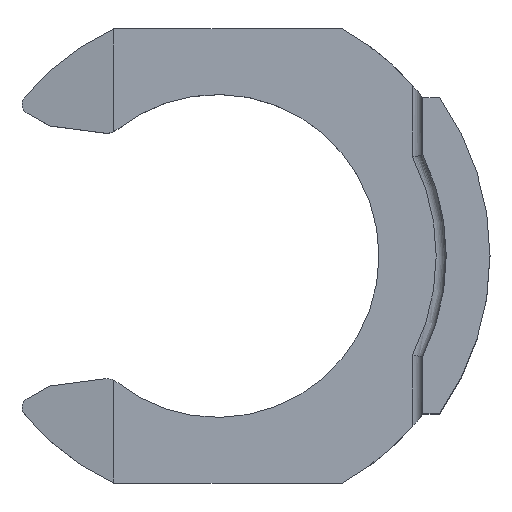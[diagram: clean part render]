
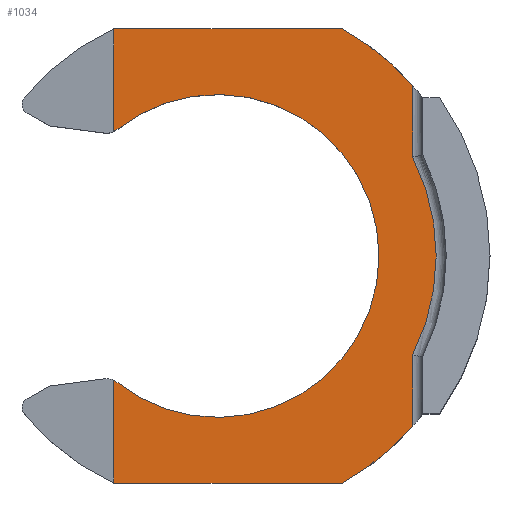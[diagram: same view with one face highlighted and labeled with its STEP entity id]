
A CAD part, top view. The second image highlights one B-rep face of the part: STEP entity #1034.
In plain terms, the highlighted planar face has unit normal (0, 0, 1).
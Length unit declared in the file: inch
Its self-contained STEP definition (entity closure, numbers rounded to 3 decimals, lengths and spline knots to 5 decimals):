
#16 = LINE ( 'NONE', #315, #628 ) ;
#24 = CARTESIAN_POINT ( 'NONE',  ( 0.22835, 0.11552, 0.05315 ) ) ;
#25 = AXIS2_PLACEMENT_3D ( 'NONE', #543, #39, #624 ) ;
#30 = CARTESIAN_POINT ( 'NONE',  ( -0.12133, -0.1969, 0.05315 ) ) ;
#39 = DIRECTION ( 'NONE',  ( 0., 0., 1. ) ) ;
#42 = CIRCLE ( 'NONE', #163, 0.18898 ) ;
#45 = EDGE_CURVE ( 'NONE', #521, #181, #968, .T. ) ;
#58 = ORIENTED_EDGE ( 'NONE', *, *, #704, .F. ) ;
#91 = AXIS2_PLACEMENT_3D ( 'NONE', #290, #862, #374 ) ;
#106 = EDGE_CURVE ( 'NONE', #196, #763, #918, .T. ) ;
#116 = EDGE_CURVE ( 'NONE', #508, #685, #708, .T. ) ;
#121 = CARTESIAN_POINT ( 'NONE',  ( 0.22835, 0.19943, 0.05315 ) ) ;
#127 = CIRCLE ( 'NONE', #530, 0.18898 ) ;
#156 = EDGE_CURVE ( 'NONE', #568, #521, #270, .T. ) ;
#161 = DIRECTION ( 'NONE',  ( 1., 0., 0. ) ) ;
#163 = AXIS2_PLACEMENT_3D ( 'NONE', #914, #426, #991 ) ;
#167 = ORIENTED_EDGE ( 'NONE', *, *, #442, .T. ) ;
#178 = VECTOR ( 'NONE', #886, 39.37008 ) ;
#179 = CIRCLE ( 'NONE', #450, 0.01969 ) ;
#181 = VERTEX_POINT ( 'NONE', #121 ) ;
#185 = DIRECTION ( 'NONE',  ( 0., 1., 0. ) ) ;
#190 = EDGE_CURVE ( 'NONE', #196, #422, #716, .T. ) ;
#194 = CARTESIAN_POINT ( 'NONE',  ( 0., 0., 0.05315 ) ) ;
#196 = VERTEX_POINT ( 'NONE', #781 ) ;
#198 = ORIENTED_EDGE ( 'NONE', *, *, #232, .T. ) ;
#214 = CIRCLE ( 'NONE', #842, 0.30318 ) ;
#232 = EDGE_CURVE ( 'NONE', #365, #1007, #127, .T. ) ;
#234 = CARTESIAN_POINT ( 'NONE',  ( -0.12133, -0.1969, 0.05315 ) ) ;
#246 = VERTEX_POINT ( 'NONE', #553 ) ;
#250 = VERTEX_POINT ( 'NONE', #468 ) ;
#254 = DIRECTION ( 'NONE',  ( 0., 0., 1. ) ) ;
#259 = CARTESIAN_POINT ( 'NONE',  ( -0.11765, -0.14789, 0.05315 ) ) ;
#270 = CIRCLE ( 'NONE', #25, 0.25591 ) ;
#281 = DIRECTION ( 'NONE',  ( 1., 0., 0. ) ) ;
#286 = CARTESIAN_POINT ( 'NONE',  ( 0.14592, -0.26575, 0.05315 ) ) ;
#289 = ORIENTED_EDGE ( 'NONE', *, *, #1035, .F. ) ;
#290 = CARTESIAN_POINT ( 'NONE',  ( -0.12991, -0.16329, 0.05315 ) ) ;
#291 = EDGE_LOOP ( 'NONE', ( #406, #649, #710, #289, #971, #522, #167, #198, #840, #58, #849, #744, #606 ) ) ;
#298 = CARTESIAN_POINT ( 'NONE',  ( 0., 0., 0.05315 ) ) ;
#315 = CARTESIAN_POINT ( 'NONE',  ( 0.22835, -0.1969, 0.05315 ) ) ;
#326 = EDGE_CURVE ( 'NONE', #250, #246, #563, .T. ) ;
#365 = VERTEX_POINT ( 'NONE', #409 ) ;
#374 = DIRECTION ( 'NONE',  ( 1., 0., 0. ) ) ;
#378 = CARTESIAN_POINT ( 'NONE',  ( -0.12133, 0.14557, 0.05315 ) ) ;
#384 = DIRECTION ( 'NONE',  ( 1., 0., 0. ) ) ;
#406 = ORIENTED_EDGE ( 'NONE', *, *, #900, .T. ) ;
#409 = CARTESIAN_POINT ( 'NONE',  ( -0.11765, 0.14789, 0.05315 ) ) ;
#418 = CARTESIAN_POINT ( 'NONE',  ( 0., 0., 0.05315 ) ) ;
#420 = EDGE_CURVE ( 'NONE', #1007, #482, #42, .T. ) ;
#422 = VERTEX_POINT ( 'NONE', #677 ) ;
#426 = DIRECTION ( 'NONE',  ( 0., 0., -1. ) ) ;
#442 = EDGE_CURVE ( 'NONE', #763, #365, #179, .T. ) ;
#444 = FACE_OUTER_BOUND ( 'NONE', #291, .T. ) ;
#450 = AXIS2_PLACEMENT_3D ( 'NONE', #752, #254, #829 ) ;
#468 = CARTESIAN_POINT ( 'NONE',  ( -0.12133, -0.14557, 0.05315 ) ) ;
#469 = VECTOR ( 'NONE', #711, 39.37008 ) ;
#482 = VERTEX_POINT ( 'NONE', #259 ) ;
#491 = CARTESIAN_POINT ( 'NONE',  ( 0.14592, -0.26575, 0.05315 ) ) ;
#502 = CARTESIAN_POINT ( 'NONE',  ( 0.18898, 0., 0.05315 ) ) ;
#507 = PLANE ( 'NONE',  #902 ) ;
#508 = VERTEX_POINT ( 'NONE', #602 ) ;
#510 = DIRECTION ( 'NONE',  ( 1., 0., 0. ) ) ;
#521 = VERTEX_POINT ( 'NONE', #24 ) ;
#522 = ORIENTED_EDGE ( 'NONE', *, *, #106, .T. ) ;
#530 = AXIS2_PLACEMENT_3D ( 'NONE', #298, #870, #384 ) ;
#543 = CARTESIAN_POINT ( 'NONE',  ( 0., 0., 0.05315 ) ) ;
#553 = CARTESIAN_POINT ( 'NONE',  ( -0.12133, -0.26575, 0.05315 ) ) ;
#563 = LINE ( 'NONE', #234, #566 ) ;
#566 = VECTOR ( 'NONE', #1055, 39.37008 ) ;
#567 = VECTOR ( 'NONE', #185, 39.37008 ) ;
#568 = VERTEX_POINT ( 'NONE', #761 ) ;
#602 = CARTESIAN_POINT ( 'NONE',  ( 0.22835, -0.19943, 0.05315 ) ) ;
#606 = ORIENTED_EDGE ( 'NONE', *, *, #116, .F. ) ;
#624 = DIRECTION ( 'NONE',  ( -1., 0., 0. ) ) ;
#628 = VECTOR ( 'NONE', #803, 39.37008 ) ;
#649 = ORIENTED_EDGE ( 'NONE', *, *, #156, .T. ) ;
#669 = DIRECTION ( 'NONE',  ( 0., 0., 1. ) ) ;
#677 = CARTESIAN_POINT ( 'NONE',  ( 0.14592, 0.26575, 0.05315 ) ) ;
#685 = VERTEX_POINT ( 'NONE', #286 ) ;
#691 = CARTESIAN_POINT ( 'NONE',  ( 0.22835, -0.1969, 0.05315 ) ) ;
#704 = EDGE_CURVE ( 'NONE', #250, #482, #821, .T. ) ;
#708 = CIRCLE ( 'NONE', #869, 0.30318 ) ;
#710 = ORIENTED_EDGE ( 'NONE', *, *, #45, .T. ) ;
#711 = DIRECTION ( 'NONE',  ( 1., 0., 0. ) ) ;
#716 = LINE ( 'NONE', #859, #469 ) ;
#744 = ORIENTED_EDGE ( 'NONE', *, *, #913, .F. ) ;
#752 = CARTESIAN_POINT ( 'NONE',  ( -0.12991, 0.16329, 0.05315 ) ) ;
#761 = CARTESIAN_POINT ( 'NONE',  ( 0.22835, -0.11552, 0.05315 ) ) ;
#763 = VERTEX_POINT ( 'NONE', #378 ) ;
#767 = DIRECTION ( 'NONE',  ( 0., -1., 0. ) ) ;
#769 = DIRECTION ( 'NONE',  ( 0., 0., -1. ) ) ;
#781 = CARTESIAN_POINT ( 'NONE',  ( -0.12133, 0.26575, 0.05315 ) ) ;
#803 = DIRECTION ( 'NONE',  ( 0., 1., 0. ) ) ;
#821 = CIRCLE ( 'NONE', #91, 0.01969 ) ;
#829 = DIRECTION ( 'NONE',  ( 1., 0., 0. ) ) ;
#832 = LINE ( 'NONE', #491, #178 ) ;
#840 = ORIENTED_EDGE ( 'NONE', *, *, #420, .T. ) ;
#842 = AXIS2_PLACEMENT_3D ( 'NONE', #418, #988, #510 ) ;
#849 = ORIENTED_EDGE ( 'NONE', *, *, #326, .T. ) ;
#859 = CARTESIAN_POINT ( 'NONE',  ( -0.12133, 0.26575, 0.05315 ) ) ;
#862 = DIRECTION ( 'NONE',  ( 0., 0., -1. ) ) ;
#869 = AXIS2_PLACEMENT_3D ( 'NONE', #194, #769, #281 ) ;
#870 = DIRECTION ( 'NONE',  ( 0., 0., -1. ) ) ;
#886 = DIRECTION ( 'NONE',  ( -1., 0., 0. ) ) ;
#892 = VECTOR ( 'NONE', #767, 39.37008 ) ;
#900 = EDGE_CURVE ( 'NONE', #508, #568, #16, .T. ) ;
#902 = AXIS2_PLACEMENT_3D ( 'NONE', #985, #669, #161 ) ;
#913 = EDGE_CURVE ( 'NONE', #685, #246, #832, .T. ) ;
#914 = CARTESIAN_POINT ( 'NONE',  ( 0., 0., 0.05315 ) ) ;
#918 = LINE ( 'NONE', #30, #892 ) ;
#968 = LINE ( 'NONE', #691, #567 ) ;
#971 = ORIENTED_EDGE ( 'NONE', *, *, #190, .F. ) ;
#985 = CARTESIAN_POINT ( 'NONE',  ( -0.16092, -0.1969, 0.05315 ) ) ;
#988 = DIRECTION ( 'NONE',  ( 0., 0., -1. ) ) ;
#991 = DIRECTION ( 'NONE',  ( 1., 0., 0. ) ) ;
#1007 = VERTEX_POINT ( 'NONE', #502 ) ;
#1034 = ADVANCED_FACE ( 'NONE', ( #444 ), #507, .T. ) ;
#1035 = EDGE_CURVE ( 'NONE', #422, #181, #214, .T. ) ;
#1055 = DIRECTION ( 'NONE',  ( 0., -1., 0. ) ) ;
